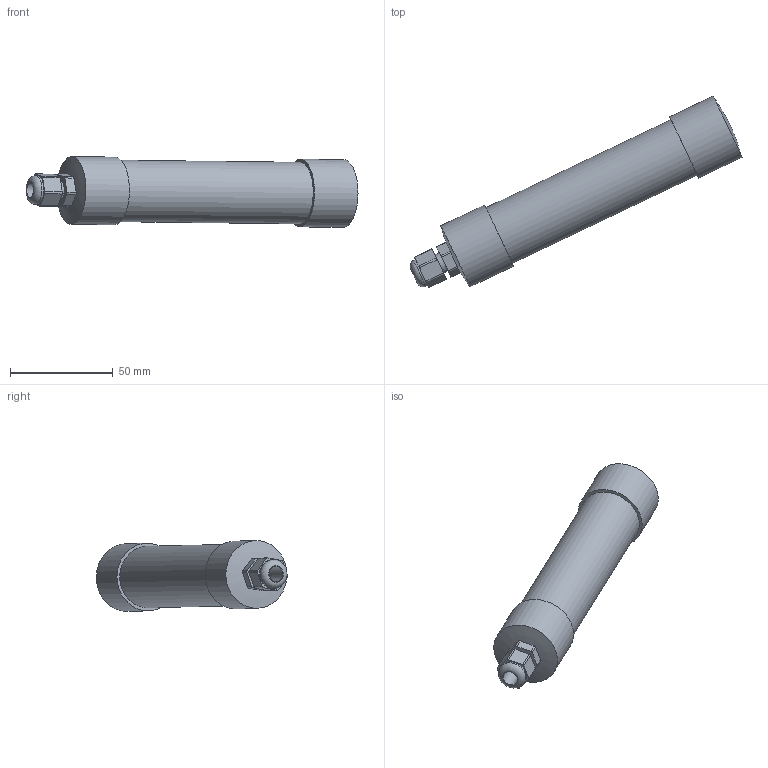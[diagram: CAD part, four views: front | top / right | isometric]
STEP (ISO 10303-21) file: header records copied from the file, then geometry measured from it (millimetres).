
FILE_DESCRIPTION(/* description */ (''),/* implementation_level */ '2;1');
FILE_NAME(/* name */ 'KE-LED-EA 3003-K Test.stp',/* time_stamp */ '2025-05-14T14:57:42+02:00',/* author */ ('stree'),/* organization */ (''),/* preprocessor_version */ 'ST-DEVELOPER v20.1',/* originating_system */ 'Autodesk Inventor 2026',/* authorisation */ '');
FILE_SCHEMA (('AUTOMOTIVE_DESIGN { 1 0 10303 214 3 1 1 }'));
Length unit declared in the file: millimetre
Products named in the file (6): KE-LED-EA 3003-K Baugruppe; KE-LED-EA 3003-K Kappe unten; KE-LED-EA 3003-K Rohr; KE-LED-EA 3003-K Kappe Oben; KE-LED-EA 3003-K Platine; Kabelverschraubung PG07
Assembly tree (5 placements, depth 2):
  KE-LED-EA 3003-K Baugruppe
    KE-LED-EA 3003-K Kappe unten
    KE-LED-EA 3003-K Rohr
    KE-LED-EA 3003-K Kappe Oben
    KE-LED-EA 3003-K Platine
    Kabelverschraubung PG07
Bounding box: 161.91 x 93.41 x 34.51 mm (x, y, z)
Volume: 53799.3 mm3; surface area: 46728.2 mm2
Topology: 5 solids, 5 shells, 67 faces, 153 edges, 102 vertices
Faces by surface type: plane 32, cylinder 27, bspline 4, torus 4
Full cylindrical faces by diameter (mm): 3 x3, 7.5 x1, 10 x1, 11.1 x1, 12 x2, 14 x1, 24 x1, 30 x3, 33 x2
Entity records: 2270 total; most frequent: CARTESIAN_POINT 435, DIRECTION 375, ORIENTED_EDGE 302, EDGE_CURVE 151, AXIS2_PLACEMENT_3D 150, VERTEX_POINT 102, EDGE_LOOP 81, CIRCLE 76
